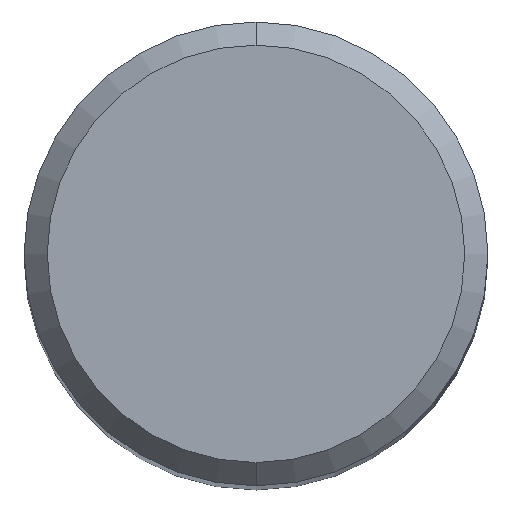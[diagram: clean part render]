
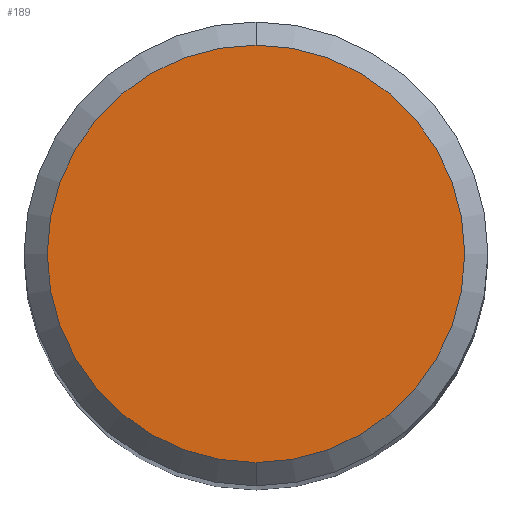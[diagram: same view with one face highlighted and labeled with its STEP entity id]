
A CAD part, top view. The second image highlights one B-rep face of the part: STEP entity #189.
In plain terms, the highlighted planar face has unit normal (0, 0, 1).
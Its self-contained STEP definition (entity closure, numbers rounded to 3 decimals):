
#189=ADVANCED_FACE('',(#505),#506,.T.);
#317=VERTEX_POINT('',#650);
#343=EDGE_CURVE('',#317,#437,#678,.T.);
#437=VERTEX_POINT('',#778);
#455=EDGE_CURVE('',#437,#317,#801,.T.);
#505=FACE_OUTER_BOUND('',#873,.T.);
#506=PLANE('',#874);
#650=CARTESIAN_POINT('',(0.0,3.6,0.0));
#678=CIRCLE('',#1223,3.6);
#778=CARTESIAN_POINT('',(0.,-3.6,0.0));
#801=CIRCLE('',#1462,3.6);
#873=EDGE_LOOP('',(#1504,#1505));
#874=AXIS2_PLACEMENT_3D('',#1506,#1507,#1508);
#1223=AXIS2_PLACEMENT_3D('',#1692,#1693,#1694);
#1462=AXIS2_PLACEMENT_3D('',#1834,#1835,#1836);
#1504=ORIENTED_EDGE('',*,*,#343,.F.);
#1505=ORIENTED_EDGE('',*,*,#455,.F.);
#1506=CARTESIAN_POINT('',(0.0,1.8,0.0));
#1507=DIRECTION('',(-0.0,0.0,1.0));
#1508=DIRECTION('',(0.0,-1.0,0.0));
#1692=CARTESIAN_POINT('',(0.0,0.0,0.0));
#1693=DIRECTION('',(0.0,0.0,-1.0));
#1694=DIRECTION('',(0.0,1.0,0.0));
#1834=CARTESIAN_POINT('',(0.0,0.0,0.0));
#1835=DIRECTION('',(0.0,0.0,-1.0));
#1836=DIRECTION('',(0.0,1.0,0.0));
